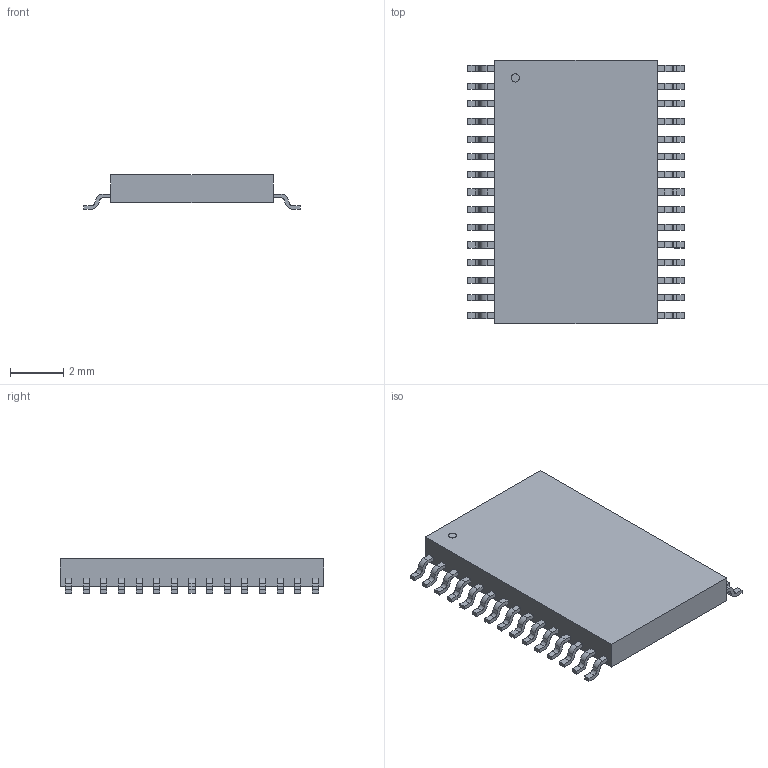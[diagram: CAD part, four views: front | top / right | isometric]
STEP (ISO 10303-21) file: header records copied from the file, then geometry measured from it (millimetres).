
FILE_DESCRIPTION(('STEP AP214'),'1');
FILE_NAME('PLSP0030JB-B_REN','2024-06-25T06:12:45',(''),(''),'','','');
FILE_SCHEMA(('AUTOMOTIVE_DESIGN'));
Length unit declared in the file: millimetre
Products named in the file (1): product
Bounding box: 8.1 x 9.86 x 1.3 mm (x, y, z)
Volume: 63.8 mm3; surface area: 183 mm2
Topology: 32 solids, 32 shells, 429 faces, 1095 edges, 730 vertices
Faces by surface type: plane 308, cylinder 121
Full cylindrical faces by diameter (mm): 0.305 x1
Entity records: 12493 total; most frequent: DIRECTION 2198, ORIENTED_EDGE 2188, CARTESIAN_POINT 1283, EDGE_CURVE 1094, LINE 852, VECTOR 852, VERTEX_POINT 730, AXIS2_PLACEMENT_3D 673
